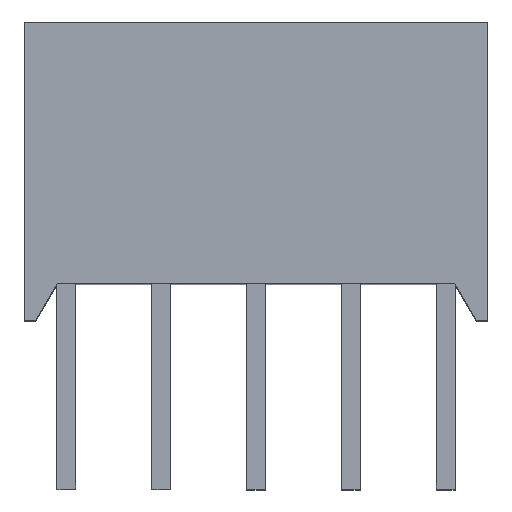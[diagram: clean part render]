
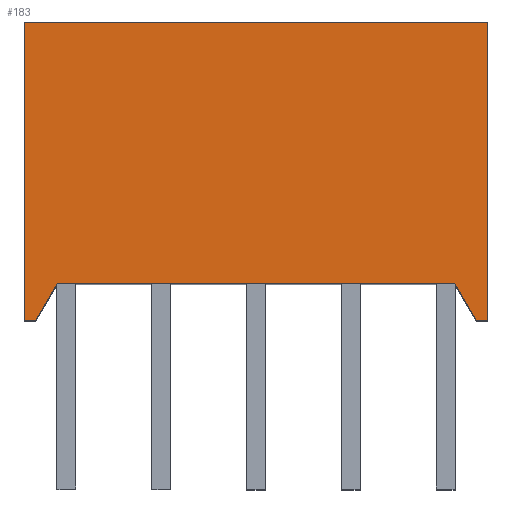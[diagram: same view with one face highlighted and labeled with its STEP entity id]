
A CAD part, top view. The second image highlights one B-rep face of the part: STEP entity #183.
In plain terms, the highlighted planar face has unit normal (0, 0, 1).
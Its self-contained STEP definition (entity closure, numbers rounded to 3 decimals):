
#59 = VECTOR ( 'NONE', #930, 1000. ) ;
#68 = LINE ( 'NONE', #2710, #468 ) ;
#85 = DIRECTION ( 'NONE',  ( 0., 1., 0. ) ) ;
#95 = LINE ( 'NONE', #2499, #2788 ) ;
#98 = ORIENTED_EDGE ( 'NONE', *, *, #769, .T. ) ;
#109 = DIRECTION ( 'NONE',  ( 0., 0., -1. ) ) ;
#111 = CARTESIAN_POINT ( 'NONE',  ( -6.2, 0., 8.55 ) ) ;
#164 = VERTEX_POINT ( 'NONE', #195 ) ;
#174 = LINE ( 'NONE', #1676, #384 ) ;
#183 = ADVANCED_FACE ( 'NONE', ( #967 ), #1770, .F. ) ;
#195 = CARTESIAN_POINT ( 'NONE',  ( 5.9, -8., 8.55 ) ) ;
#375 = VECTOR ( 'NONE', #1405, 1000. ) ;
#384 = VECTOR ( 'NONE', #1666, 1000. ) ;
#393 = VERTEX_POINT ( 'NONE', #2359 ) ;
#445 = EDGE_CURVE ( 'NONE', #393, #2514, #1822, .T. ) ;
#468 = VECTOR ( 'NONE', #1181, 1000. ) ;
#482 = LINE ( 'NONE', #1345, #59 ) ;
#507 = VERTEX_POINT ( 'NONE', #778 ) ;
#702 = VECTOR ( 'NONE', #1983, 1000. ) ;
#715 = CARTESIAN_POINT ( 'NONE',  ( 6.2, 0., 8.55 ) ) ;
#726 = LINE ( 'NONE', #1809, #1968 ) ;
#748 = CARTESIAN_POINT ( 'NONE',  ( 6.2, -8., 8.55 ) ) ;
#769 = EDGE_CURVE ( 'NONE', #2548, #2064, #482, .T. ) ;
#778 = CARTESIAN_POINT ( 'NONE',  ( 5.323, -7., 8.55 ) ) ;
#785 = VERTEX_POINT ( 'NONE', #1186 ) ;
#930 = DIRECTION ( 'NONE',  ( -1., 0., 0. ) ) ;
#955 = DIRECTION ( 'NONE',  ( -0.5, 0.866, 0. ) ) ;
#967 = FACE_OUTER_BOUND ( 'NONE', #1534, .T. ) ;
#1013 = ORIENTED_EDGE ( 'NONE', *, *, #1173, .F. ) ;
#1040 = EDGE_CURVE ( 'NONE', #2548, #2685, #1543, .T. ) ;
#1049 = CARTESIAN_POINT ( 'NONE',  ( -6.2, -8., 8.55 ) ) ;
#1169 = EDGE_CURVE ( 'NONE', #785, #393, #1368, .T. ) ;
#1173 = EDGE_CURVE ( 'NONE', #164, #507, #95, .T. ) ;
#1181 = DIRECTION ( 'NONE',  ( 0., -1., 0. ) ) ;
#1186 = CARTESIAN_POINT ( 'NONE',  ( -5.323, -7., 8.55 ) ) ;
#1242 = CARTESIAN_POINT ( 'NONE',  ( 6.2, 0., 8.55 ) ) ;
#1345 = CARTESIAN_POINT ( 'NONE',  ( 6.2, 0., 8.55 ) ) ;
#1368 = LINE ( 'NONE', #2234, #375 ) ;
#1405 = DIRECTION ( 'NONE',  ( -0.5, -0.866, 0. ) ) ;
#1412 = VECTOR ( 'NONE', #2521, 1000. ) ;
#1490 = EDGE_CURVE ( 'NONE', #2064, #2514, #68, .T. ) ;
#1534 = EDGE_LOOP ( 'NONE', ( #2541, #1653, #2760, #1013, #2123, #2163, #98, #2454 ) ) ;
#1543 = LINE ( 'NONE', #715, #702 ) ;
#1653 = ORIENTED_EDGE ( 'NONE', *, *, #1169, .F. ) ;
#1666 = DIRECTION ( 'NONE',  ( -1., 0., 0. ) ) ;
#1676 = CARTESIAN_POINT ( 'NONE',  ( 6.2, -8., 8.55 ) ) ;
#1770 = PLANE ( 'NONE',  #2507 ) ;
#1809 = CARTESIAN_POINT ( 'NONE',  ( -5.323, -7., 8.55 ) ) ;
#1822 = LINE ( 'NONE', #748, #1412 ) ;
#1968 = VECTOR ( 'NONE', #2711, 1000. ) ;
#1983 = DIRECTION ( 'NONE',  ( 0., -1., 0. ) ) ;
#2064 = VERTEX_POINT ( 'NONE', #111 ) ;
#2123 = ORIENTED_EDGE ( 'NONE', *, *, #2778, .F. ) ;
#2163 = ORIENTED_EDGE ( 'NONE', *, *, #1040, .F. ) ;
#2234 = CARTESIAN_POINT ( 'NONE',  ( -5.9, -8., 8.55 ) ) ;
#2247 = CARTESIAN_POINT ( 'NONE',  ( 6.2, 0., 8.55 ) ) ;
#2340 = CARTESIAN_POINT ( 'NONE',  ( 6.2, -8., 8.55 ) ) ;
#2359 = CARTESIAN_POINT ( 'NONE',  ( -5.9, -8., 8.55 ) ) ;
#2421 = EDGE_CURVE ( 'NONE', #507, #785, #726, .T. ) ;
#2454 = ORIENTED_EDGE ( 'NONE', *, *, #1490, .T. ) ;
#2499 = CARTESIAN_POINT ( 'NONE',  ( 5.323, -7., 8.55 ) ) ;
#2507 = AXIS2_PLACEMENT_3D ( 'NONE', #2247, #109, #85 ) ;
#2514 = VERTEX_POINT ( 'NONE', #1049 ) ;
#2521 = DIRECTION ( 'NONE',  ( -1., 0., 0. ) ) ;
#2541 = ORIENTED_EDGE ( 'NONE', *, *, #445, .F. ) ;
#2548 = VERTEX_POINT ( 'NONE', #1242 ) ;
#2685 = VERTEX_POINT ( 'NONE', #2340 ) ;
#2710 = CARTESIAN_POINT ( 'NONE',  ( -6.2, 0., 8.55 ) ) ;
#2711 = DIRECTION ( 'NONE',  ( -1., 0., 0. ) ) ;
#2760 = ORIENTED_EDGE ( 'NONE', *, *, #2421, .F. ) ;
#2778 = EDGE_CURVE ( 'NONE', #2685, #164, #174, .T. ) ;
#2788 = VECTOR ( 'NONE', #955, 1000. ) ;
